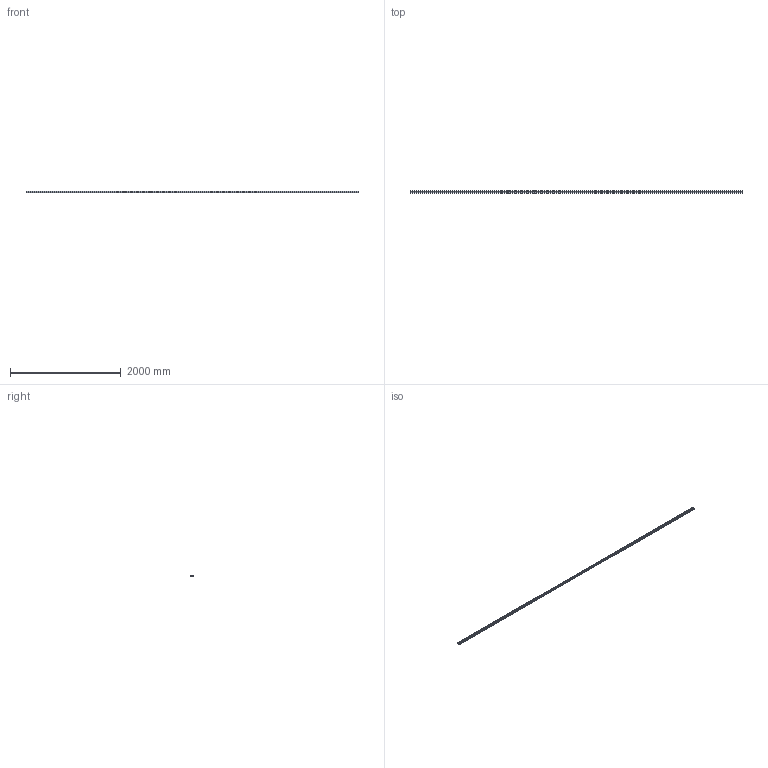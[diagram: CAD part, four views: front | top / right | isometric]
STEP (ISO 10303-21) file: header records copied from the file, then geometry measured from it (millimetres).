
FILE_DESCRIPTION (( 'STEP AP214' ), '1' );
FILE_NAME ('201028_Profil 22,5x45 Nut 10.STEP', '2019-01-29T09:52:28', ( '' ), ( '' ), 'SwSTEP 2.0', 'SolidWorks 2017', '' );
FILE_SCHEMA (( 'AUTOMOTIVE_DESIGN' ));
Length unit declared in the file: millimetre
Products named in the file (1): 201028_Profil 22,5x45 Nut 10
Bounding box: 6000 x 45 x 22.5 mm (x, y, z)
Volume: 2771664.4 mm3; surface area: 1814297.7 mm2
Topology: 1 solids, 1 shells, 108 faces, 322 edges, 216 vertices
Faces by surface type: plane 57, cylinder 51
Entity records: 3698 total; most frequent: CARTESIAN_POINT 647, ORIENTED_EDGE 644, DIRECTION 642, EDGE_CURVE 322, LINE 220, VECTOR 220, VERTEX_POINT 216, AXIS2_PLACEMENT_3D 211
